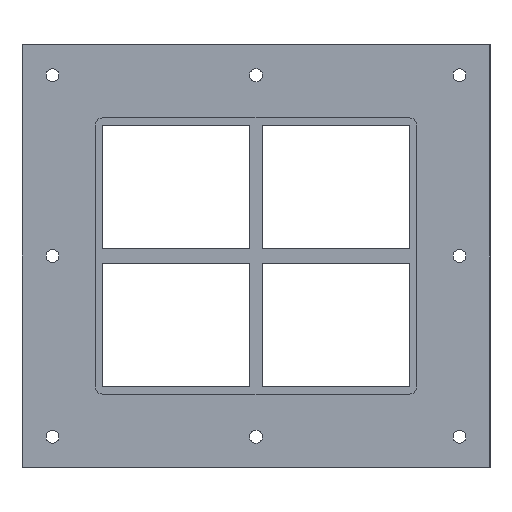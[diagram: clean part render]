
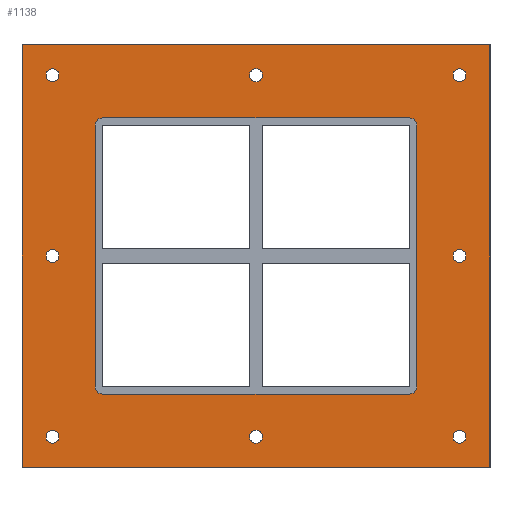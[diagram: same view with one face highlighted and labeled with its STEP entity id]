
A CAD part, front view. The second image highlights one B-rep face of the part: STEP entity #1138.
In plain terms, the highlighted planar face has unit normal (0, -1, 0).
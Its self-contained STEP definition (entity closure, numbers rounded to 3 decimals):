
#84=CARTESIAN_POINT('',(-161.25,0.0,-148.));
#85=VERTEX_POINT('',#84);
#86=CARTESIAN_POINT('',(-166.5,0.0,-148.));
#87=DIRECTION('',(0.0,1.0,0.0));
#88=DIRECTION('',(1.0,0.0,0.0));
#89=AXIS2_PLACEMENT_3D('',#86,#87,#88);
#90=CIRCLE('',#89,5.25);
#91=EDGE_CURVE('',#85,#85,#90,.T.);
#112=CARTESIAN_POINT('',(171.75,0.0,0.));
#113=VERTEX_POINT('',#112);
#114=CARTESIAN_POINT('',(166.5,0.0,0.));
#115=DIRECTION('',(0.0,1.0,0.0));
#116=DIRECTION('',(1.0,0.0,0.0));
#117=AXIS2_PLACEMENT_3D('',#114,#115,#116);
#118=CIRCLE('',#117,5.25);
#119=EDGE_CURVE('',#113,#113,#118,.T.);
#140=CARTESIAN_POINT('',(-161.25,0.0,0.));
#141=VERTEX_POINT('',#140);
#142=CARTESIAN_POINT('',(-166.5,0.0,0.));
#143=DIRECTION('',(0.0,1.0,0.0));
#144=DIRECTION('',(1.0,0.0,0.0));
#145=AXIS2_PLACEMENT_3D('',#142,#143,#144);
#146=CIRCLE('',#145,5.25);
#147=EDGE_CURVE('',#141,#141,#146,.T.);
#168=CARTESIAN_POINT('',(5.25,0.0,148.));
#169=VERTEX_POINT('',#168);
#170=CARTESIAN_POINT('',(0.,0.0,148.));
#171=DIRECTION('',(0.0,1.0,0.0));
#172=DIRECTION('',(1.0,0.0,0.0));
#173=AXIS2_PLACEMENT_3D('',#170,#171,#172);
#174=CIRCLE('',#173,5.25);
#175=EDGE_CURVE('',#169,#169,#174,.T.);
#196=CARTESIAN_POINT('',(5.25,0.0,-148.0));
#197=VERTEX_POINT('',#196);
#198=CARTESIAN_POINT('',(0.,0.0,-148.0));
#199=DIRECTION('',(0.0,1.0,0.0));
#200=DIRECTION('',(1.0,0.0,0.0));
#201=AXIS2_PLACEMENT_3D('',#198,#199,#200);
#202=CIRCLE('',#201,5.25);
#203=EDGE_CURVE('',#197,#197,#202,.T.);
#224=CARTESIAN_POINT('',(171.75,0.0,-148.0));
#225=VERTEX_POINT('',#224);
#226=CARTESIAN_POINT('',(166.5,0.0,-148.0));
#227=DIRECTION('',(0.0,1.0,0.0));
#228=DIRECTION('',(1.0,0.0,0.0));
#229=AXIS2_PLACEMENT_3D('',#226,#227,#228);
#230=CIRCLE('',#229,5.25);
#231=EDGE_CURVE('',#225,#225,#230,.T.);
#252=CARTESIAN_POINT('',(-161.25,0.0,148.));
#253=VERTEX_POINT('',#252);
#254=CARTESIAN_POINT('',(-166.5,0.0,148.));
#255=DIRECTION('',(0.0,1.0,0.0));
#256=DIRECTION('',(1.0,0.0,0.0));
#257=AXIS2_PLACEMENT_3D('',#254,#255,#256);
#258=CIRCLE('',#257,5.25);
#259=EDGE_CURVE('',#253,#253,#258,.T.);
#280=CARTESIAN_POINT('',(171.75,0.0,148.));
#281=VERTEX_POINT('',#280);
#282=CARTESIAN_POINT('',(166.5,0.0,148.));
#283=DIRECTION('',(0.0,1.0,0.0));
#284=DIRECTION('',(1.0,0.0,0.0));
#285=AXIS2_PLACEMENT_3D('',#282,#283,#284);
#286=CIRCLE('',#285,5.25);
#287=EDGE_CURVE('',#281,#281,#286,.T.);
#1005=CARTESIAN_POINT('',(0.,0.0,0.));
#1006=DIRECTION('',(0.0,1.0,0.0));
#1007=DIRECTION('',(0.0,0.0,1.0));
#1008=AXIS2_PLACEMENT_3D('',#1005,#1006,#1007);
#1009=PLANE('',#1008);
#1010=CARTESIAN_POINT('',(-191.5,0.0,173.));
#1011=VERTEX_POINT('',#1010);
#1012=CARTESIAN_POINT('',(191.5,0.0,173.));
#1013=VERTEX_POINT('',#1012);
#1014=CARTESIAN_POINT('',(-191.5,0.0,173.));
#1015=DIRECTION('',(1.0,0.0,0.0));
#1016=VECTOR('',#1015,383.0);
#1017=LINE('',#1014,#1016);
#1018=EDGE_CURVE('',#1011,#1013,#1017,.T.);
#1019=ORIENTED_EDGE('',*,*,#1018,.F.);
#1020=CARTESIAN_POINT('',(-191.5,0.0,-173.0));
#1021=VERTEX_POINT('',#1020);
#1022=CARTESIAN_POINT('',(-191.5,0.0,-173.0));
#1023=DIRECTION('',(0.0,0.0,1.0));
#1024=VECTOR('',#1023,346.);
#1025=LINE('',#1022,#1024);
#1026=EDGE_CURVE('',#1021,#1011,#1025,.T.);
#1027=ORIENTED_EDGE('',*,*,#1026,.F.);
#1028=CARTESIAN_POINT('',(191.5,0.0,-173.0));
#1029=VERTEX_POINT('',#1028);
#1030=CARTESIAN_POINT('',(191.5,0.0,-173.0));
#1031=DIRECTION('',(-1.0,0.0,0.0));
#1032=VECTOR('',#1031,383.0);
#1033=LINE('',#1030,#1032);
#1034=EDGE_CURVE('',#1029,#1021,#1033,.T.);
#1035=ORIENTED_EDGE('',*,*,#1034,.F.);
#1036=CARTESIAN_POINT('',(191.5,0.0,173.));
#1037=DIRECTION('',(0.0,0.0,-1.0));
#1038=VECTOR('',#1037,346.);
#1039=LINE('',#1036,#1038);
#1040=EDGE_CURVE('',#1013,#1029,#1039,.T.);
#1041=ORIENTED_EDGE('',*,*,#1040,.F.);
#1042=EDGE_LOOP('',(#1019,#1027,#1035,#1041));
#1043=FACE_OUTER_BOUND('',#1042,.T.);
#1044=ORIENTED_EDGE('',*,*,#91,.T.);
#1045=EDGE_LOOP('',(#1044));
#1046=FACE_BOUND('',#1045,.T.);
#1047=ORIENTED_EDGE('',*,*,#119,.T.);
#1048=EDGE_LOOP('',(#1047));
#1049=FACE_BOUND('',#1048,.T.);
#1050=ORIENTED_EDGE('',*,*,#147,.T.);
#1051=EDGE_LOOP('',(#1050));
#1052=FACE_BOUND('',#1051,.T.);
#1053=ORIENTED_EDGE('',*,*,#175,.T.);
#1054=EDGE_LOOP('',(#1053));
#1055=FACE_BOUND('',#1054,.T.);
#1056=ORIENTED_EDGE('',*,*,#203,.T.);
#1057=EDGE_LOOP('',(#1056));
#1058=FACE_BOUND('',#1057,.T.);
#1059=ORIENTED_EDGE('',*,*,#231,.T.);
#1060=EDGE_LOOP('',(#1059));
#1061=FACE_BOUND('',#1060,.T.);
#1062=ORIENTED_EDGE('',*,*,#259,.T.);
#1063=EDGE_LOOP('',(#1062));
#1064=FACE_BOUND('',#1063,.T.);
#1065=ORIENTED_EDGE('',*,*,#287,.T.);
#1066=EDGE_LOOP('',(#1065));
#1067=FACE_BOUND('',#1066,.T.);
#1068=CARTESIAN_POINT('',(-131.5,0.0,-107.));
#1069=VERTEX_POINT('',#1068);
#1070=CARTESIAN_POINT('',(-125.5,0.0,-113.));
#1071=VERTEX_POINT('',#1070);
#1072=CARTESIAN_POINT('',(-125.5,0.0,-107.));
#1073=DIRECTION('',(0.0,-1.0,0.0));
#1074=DIRECTION('',(-0.707,0.0,-0.707));
#1075=AXIS2_PLACEMENT_3D('',#1072,#1073,#1074);
#1076=CIRCLE('',#1075,6.);
#1077=EDGE_CURVE('',#1069,#1071,#1076,.T.);
#1078=ORIENTED_EDGE('',*,*,#1077,.F.);
#1079=CARTESIAN_POINT('',(-131.5,0.0,107.));
#1080=VERTEX_POINT('',#1079);
#1081=CARTESIAN_POINT('',(-131.5,0.0,107.0));
#1082=DIRECTION('',(0.0,0.0,-1.0));
#1083=VECTOR('',#1082,214.);
#1084=LINE('',#1081,#1083);
#1085=EDGE_CURVE('',#1080,#1069,#1084,.T.);
#1086=ORIENTED_EDGE('',*,*,#1085,.F.);
#1087=CARTESIAN_POINT('',(-125.5,0.0,113.));
#1088=VERTEX_POINT('',#1087);
#1089=CARTESIAN_POINT('',(-125.5,0.0,107.));
#1090=DIRECTION('',(0.0,-1.0,0.0));
#1091=DIRECTION('',(-0.707,0.0,0.707));
#1092=AXIS2_PLACEMENT_3D('',#1089,#1090,#1091);
#1093=CIRCLE('',#1092,6.);
#1094=EDGE_CURVE('',#1088,#1080,#1093,.T.);
#1095=ORIENTED_EDGE('',*,*,#1094,.F.);
#1096=CARTESIAN_POINT('',(125.5,0.0,113.));
#1097=VERTEX_POINT('',#1096);
#1098=CARTESIAN_POINT('',(125.5,0.0,113.));
#1099=DIRECTION('',(-1.0,0.0,0.0));
#1100=VECTOR('',#1099,251.);
#1101=LINE('',#1098,#1100);
#1102=EDGE_CURVE('',#1097,#1088,#1101,.T.);
#1103=ORIENTED_EDGE('',*,*,#1102,.F.);
#1104=CARTESIAN_POINT('',(131.5,0.0,107.));
#1105=VERTEX_POINT('',#1104);
#1106=CARTESIAN_POINT('',(125.5,0.0,107.));
#1107=DIRECTION('',(0.0,-1.0,0.0));
#1108=DIRECTION('',(0.707,0.0,0.707));
#1109=AXIS2_PLACEMENT_3D('',#1106,#1107,#1108);
#1110=CIRCLE('',#1109,6.);
#1111=EDGE_CURVE('',#1105,#1097,#1110,.T.);
#1112=ORIENTED_EDGE('',*,*,#1111,.F.);
#1113=CARTESIAN_POINT('',(131.5,0.0,-107.));
#1114=VERTEX_POINT('',#1113);
#1115=CARTESIAN_POINT('',(131.5,0.0,-107.));
#1116=DIRECTION('',(0.0,0.0,1.0));
#1117=VECTOR('',#1116,214.0);
#1118=LINE('',#1115,#1117);
#1119=EDGE_CURVE('',#1114,#1105,#1118,.T.);
#1120=ORIENTED_EDGE('',*,*,#1119,.F.);
#1121=CARTESIAN_POINT('',(125.5,0.0,-113.));
#1122=VERTEX_POINT('',#1121);
#1123=CARTESIAN_POINT('',(125.5,0.0,-107.));
#1124=DIRECTION('',(0.0,-1.0,0.0));
#1125=DIRECTION('',(0.707,0.0,-0.707));
#1126=AXIS2_PLACEMENT_3D('',#1123,#1124,#1125);
#1127=CIRCLE('',#1126,6.);
#1128=EDGE_CURVE('',#1122,#1114,#1127,.T.);
#1129=ORIENTED_EDGE('',*,*,#1128,.F.);
#1130=CARTESIAN_POINT('',(-125.5,0.0,-113.));
#1131=DIRECTION('',(1.0,0.0,0.0));
#1132=VECTOR('',#1131,251.);
#1133=LINE('',#1130,#1132);
#1134=EDGE_CURVE('',#1071,#1122,#1133,.T.);
#1135=ORIENTED_EDGE('',*,*,#1134,.F.);
#1136=EDGE_LOOP('',(#1078,#1086,#1095,#1103,#1112,#1120,#1129,#1135));
#1137=FACE_BOUND('',#1136,.T.);
#1138=ADVANCED_FACE('',(#1043,#1046,#1049,#1052,#1055,#1058,#1061,#1064,#1067,#1137),#1009,.F.);
